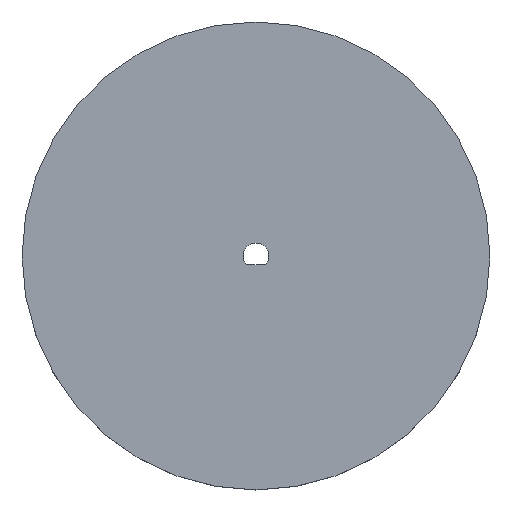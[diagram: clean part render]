
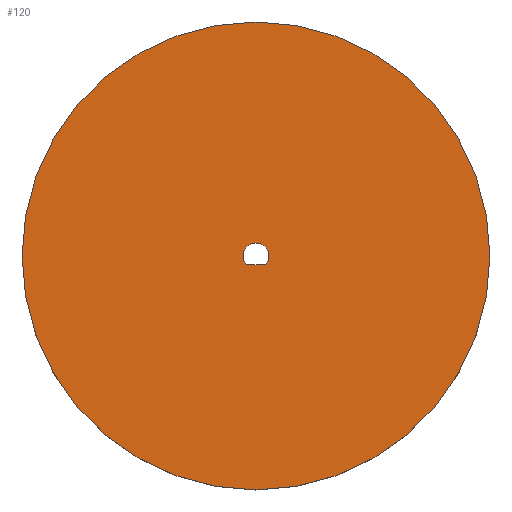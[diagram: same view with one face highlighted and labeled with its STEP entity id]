
A CAD part, top view. The second image highlights one B-rep face of the part: STEP entity #120.
In plain terms, the highlighted planar face has unit normal (0, 0, 1).
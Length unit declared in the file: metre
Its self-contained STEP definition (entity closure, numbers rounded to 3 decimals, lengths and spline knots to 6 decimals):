
#13=LINE('',#217,#17);
#17=VECTOR('',#183,1.);
#22=PLANE('',#149);
#36=ORIENTED_EDGE('',*,*,#57,.F.);
#37=ORIENTED_EDGE('',*,*,#58,.F.);
#38=ORIENTED_EDGE('',*,*,#55,.T.);
#55=EDGE_CURVE('',#67,#67,#76,.T.);
#57=EDGE_CURVE('',#69,#70,#13,.T.);
#58=EDGE_CURVE('',#70,#69,#78,.T.);
#67=VERTEX_POINT('',#213);
#69=VERTEX_POINT('',#218);
#70=VERTEX_POINT('',#219);
#76=CIRCLE('',#147,0.03);
#78=CIRCLE('',#150,0.00165);
#89=EDGE_LOOP('',(#36,#37));
#90=EDGE_LOOP('',(#38));
#105=FACE_BOUND('',#89,.T.);
#106=FACE_BOUND('',#90,.T.);
#120=ADVANCED_FACE('',(#105,#106),#22,.T.);
#147=AXIS2_PLACEMENT_3D('',#212,#177,#178);
#149=AXIS2_PLACEMENT_3D('',#216,#181,#182);
#150=AXIS2_PLACEMENT_3D('',#220,#184,#185);
#177=DIRECTION('',(0.,0.,1.));
#178=DIRECTION('',(1.,0.,0.));
#181=DIRECTION('',(0.,0.,1.));
#182=DIRECTION('',(1.,0.,0.));
#183=DIRECTION('',(1.,0.,0.));
#184=DIRECTION('',(0.,0.,1.));
#185=DIRECTION('',(1.,0.,0.));
#212=CARTESIAN_POINT('',(0.,0.,0.008));
#213=CARTESIAN_POINT('',(0.03,0.,0.008));
#216=CARTESIAN_POINT('',(0.,0.,0.008));
#217=CARTESIAN_POINT('',(0.,-0.00115,0.008));
#218=CARTESIAN_POINT('',(-0.001183,-0.00115,0.008));
#219=CARTESIAN_POINT('',(0.001183,-0.00115,0.008));
#220=CARTESIAN_POINT('',(0.,0.,0.008));
